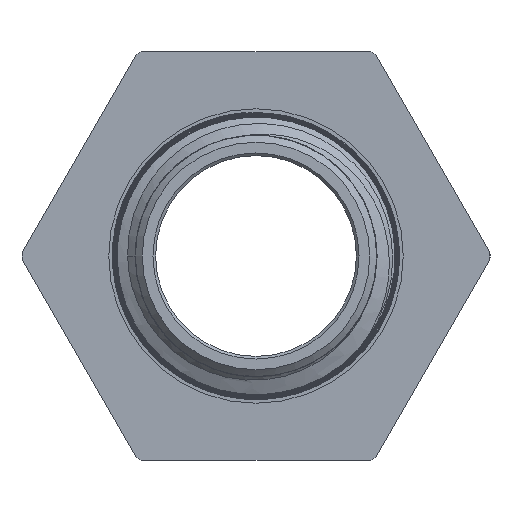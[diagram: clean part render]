
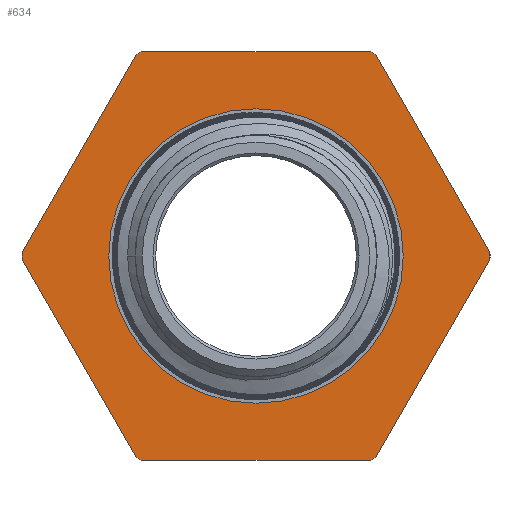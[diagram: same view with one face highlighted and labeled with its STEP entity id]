
A CAD part, left-side view. The second image highlights one B-rep face of the part: STEP entity #634.
In plain terms, the highlighted planar face has unit normal (-1, 0, 0).
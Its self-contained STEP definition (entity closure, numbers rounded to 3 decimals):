
#27=LINE('',#6508,#45);
#31=LINE('',#6533,#49);
#34=LINE('',#6548,#52);
#37=LINE('',#6563,#55);
#40=LINE('',#6578,#58);
#43=LINE('',#6593,#61);
#45=VECTOR('',#767,10.);
#49=VECTOR('',#773,10.);
#52=VECTOR('',#778,10.);
#55=VECTOR('',#783,10.);
#58=VECTOR('',#788,10.);
#61=VECTOR('',#793,10.);
#71=PLANE('',#704);
#98=FACE_BOUND('',#187,.T.);
#138=FACE_OUTER_BOUND('',#186,.T.);
#186=EDGE_LOOP('',(#544,#545,#546,#547,#548,#549,#550,#551,#552,#553,#554,
#555));
#187=EDGE_LOOP('',(#556));
#226=CIRCLE('',#695,17.48);
#227=CIRCLE('',#697,17.48);
#228=CIRCLE('',#699,17.48);
#229=CIRCLE('',#701,17.48);
#230=CIRCLE('',#703,17.48);
#231=CIRCLE('',#705,17.48);
#232=CIRCLE('',#706,11.);
#288=VERTEX_POINT('',#6506);
#289=VERTEX_POINT('',#6507);
#296=VERTEX_POINT('',#6530);
#297=VERTEX_POINT('',#6532);
#301=VERTEX_POINT('',#6545);
#302=VERTEX_POINT('',#6547);
#306=VERTEX_POINT('',#6560);
#307=VERTEX_POINT('',#6562);
#311=VERTEX_POINT('',#6575);
#312=VERTEX_POINT('',#6577);
#316=VERTEX_POINT('',#6590);
#317=VERTEX_POINT('',#6592);
#318=VERTEX_POINT('',#6622);
#358=EDGE_CURVE('',#288,#289,#27,.T.);
#366=EDGE_CURVE('',#297,#296,#31,.T.);
#371=EDGE_CURVE('',#302,#301,#34,.T.);
#376=EDGE_CURVE('',#307,#306,#37,.T.);
#381=EDGE_CURVE('',#312,#311,#40,.T.);
#386=EDGE_CURVE('',#317,#316,#43,.T.);
#398=EDGE_CURVE('',#317,#306,#226,.T.);
#399=EDGE_CURVE('',#307,#301,#227,.T.);
#400=EDGE_CURVE('',#302,#289,#228,.T.);
#401=EDGE_CURVE('',#312,#296,#229,.T.);
#402=EDGE_CURVE('',#297,#316,#230,.T.);
#403=EDGE_CURVE('',#288,#311,#231,.T.);
#404=EDGE_CURVE('',#318,#318,#232,.T.);
#544=ORIENTED_EDGE('',*,*,#358,.T.);
#545=ORIENTED_EDGE('',*,*,#400,.F.);
#546=ORIENTED_EDGE('',*,*,#371,.T.);
#547=ORIENTED_EDGE('',*,*,#399,.F.);
#548=ORIENTED_EDGE('',*,*,#376,.T.);
#549=ORIENTED_EDGE('',*,*,#398,.F.);
#550=ORIENTED_EDGE('',*,*,#386,.T.);
#551=ORIENTED_EDGE('',*,*,#402,.F.);
#552=ORIENTED_EDGE('',*,*,#366,.T.);
#553=ORIENTED_EDGE('',*,*,#401,.F.);
#554=ORIENTED_EDGE('',*,*,#381,.T.);
#555=ORIENTED_EDGE('',*,*,#403,.F.);
#556=ORIENTED_EDGE('',*,*,#404,.T.);
#634=ADVANCED_FACE('',(#138,#98),#71,.T.);
#695=AXIS2_PLACEMENT_3D('',#6611,#827,#828);
#697=AXIS2_PLACEMENT_3D('',#6613,#831,#832);
#699=AXIS2_PLACEMENT_3D('',#6615,#835,#836);
#701=AXIS2_PLACEMENT_3D('',#6617,#839,#840);
#703=AXIS2_PLACEMENT_3D('',#6619,#843,#844);
#704=AXIS2_PLACEMENT_3D('',#6620,#845,#846);
#705=AXIS2_PLACEMENT_3D('',#6621,#847,#848);
#706=AXIS2_PLACEMENT_3D('',#6623,#849,#850);
#767=DIRECTION('',(0.,0.5,-0.866));
#773=DIRECTION('',(0.,0.5,0.866));
#778=DIRECTION('',(0.,-0.5,-0.866));
#783=DIRECTION('',(0.,-1.,0.));
#788=DIRECTION('',(0.,1.,0.));
#793=DIRECTION('',(0.,-0.5,0.866));
#827=DIRECTION('center_axis',(1.,0.,0.));
#828=DIRECTION('ref_axis',(0.,0.,-1.));
#831=DIRECTION('center_axis',(1.,0.,0.));
#832=DIRECTION('ref_axis',(0.,0.,-1.));
#835=DIRECTION('center_axis',(1.,0.,0.));
#836=DIRECTION('ref_axis',(0.,0.,-1.));
#839=DIRECTION('center_axis',(1.,0.,0.));
#840=DIRECTION('ref_axis',(0.,0.,-1.));
#843=DIRECTION('center_axis',(1.,0.,0.));
#844=DIRECTION('ref_axis',(0.,0.,-1.));
#845=DIRECTION('center_axis',(-1.,0.,0.));
#846=DIRECTION('ref_axis',(0.,0.,1.));
#847=DIRECTION('center_axis',(1.,0.,0.));
#848=DIRECTION('ref_axis',(0.,0.,-1.));
#849=DIRECTION('center_axis',(1.,0.,0.));
#850=DIRECTION('ref_axis',(0.,0.,-1.));
#6506=CARTESIAN_POINT('',(-21.,8.935,15.024));
#6507=CARTESIAN_POINT('',(-21.,17.479,0.226));
#6508=CARTESIAN_POINT('',(-21.,17.528,0.141));
#6530=CARTESIAN_POINT('',(-21.,-8.935,15.024));
#6532=CARTESIAN_POINT('',(-21.,-17.479,0.226));
#6533=CARTESIAN_POINT('',(-21.,-8.886,15.109));
#6545=CARTESIAN_POINT('',(-21.,8.935,-15.024));
#6547=CARTESIAN_POINT('',(-21.,17.479,-0.226));
#6548=CARTESIAN_POINT('',(-21.,13.256,-7.54));
#6560=CARTESIAN_POINT('',(-21.,-8.543,-15.25));
#6562=CARTESIAN_POINT('',(-21.,8.543,-15.25));
#6563=CARTESIAN_POINT('',(-21.,4.468,-15.25));
#6575=CARTESIAN_POINT('',(-21.,8.543,15.25));
#6577=CARTESIAN_POINT('',(-21.,-8.543,15.25));
#6578=CARTESIAN_POINT('',(-21.,13.012,15.25));
#6590=CARTESIAN_POINT('',(-21.,-17.479,-0.226));
#6592=CARTESIAN_POINT('',(-21.,-8.935,-15.024));
#6593=CARTESIAN_POINT('',(-21.,-13.158,-7.71));
#6611=CARTESIAN_POINT('Origin',(-21.,0.,0.));
#6613=CARTESIAN_POINT('Origin',(-21.,0.,0.));
#6615=CARTESIAN_POINT('Origin',(-21.,0.,0.));
#6617=CARTESIAN_POINT('Origin',(-21.,0.,0.));
#6619=CARTESIAN_POINT('Origin',(-21.,0.,0.));
#6620=CARTESIAN_POINT('Origin',(-21.,17.48,0.));
#6621=CARTESIAN_POINT('Origin',(-21.,0.,0.));
#6622=CARTESIAN_POINT('',(-21.,11.,0.));
#6623=CARTESIAN_POINT('Origin',(-21.,0.,0.));
